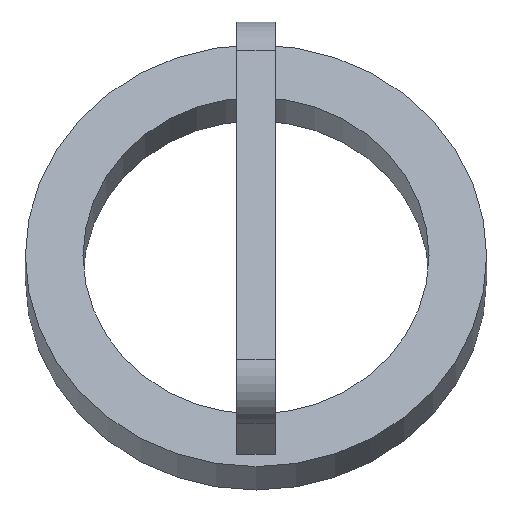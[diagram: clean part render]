
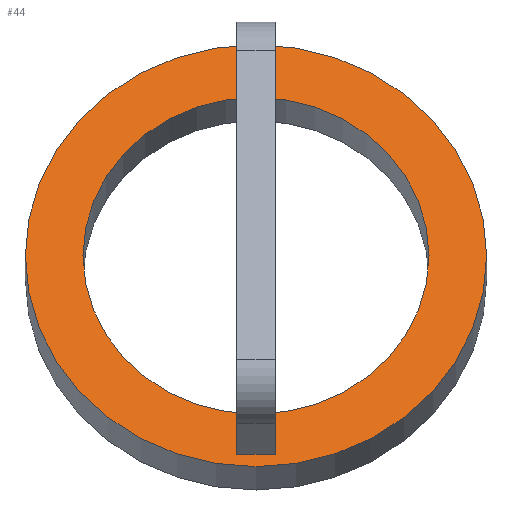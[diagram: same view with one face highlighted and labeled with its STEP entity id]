
A CAD part, top view. The second image highlights one B-rep face of the part: STEP entity #44.
In plain terms, the highlighted planar face has unit normal (0, 0.404, 0.915).
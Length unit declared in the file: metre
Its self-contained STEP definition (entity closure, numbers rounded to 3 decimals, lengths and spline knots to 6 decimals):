
#44 = ADVANCED_FACE( '', ( #97, #98, #99, #100 ), #101, .T. );
#97 = FACE_BOUND( '', #158, .T. );
#98 = FACE_BOUND( '', #159, .T. );
#99 = FACE_OUTER_BOUND( '', #160, .T. );
#100 = FACE_BOUND( '', #161, .T. );
#101 = PLANE( '', #162 );
#158 = EDGE_LOOP( '', ( #217, #218, #219, #220 ) );
#159 = EDGE_LOOP( '', ( #221 ) );
#160 = EDGE_LOOP( '', ( #222 ) );
#161 = EDGE_LOOP( '', ( #223, #224, #225, #226 ) );
#162 = AXIS2_PLACEMENT_3D( '', #227, #228, #229 );
#217 = ORIENTED_EDGE( '', *, *, #354, .F. );
#218 = ORIENTED_EDGE( '', *, *, #355, .F. );
#219 = ORIENTED_EDGE( '', *, *, #356, .F. );
#220 = ORIENTED_EDGE( '', *, *, #357, .F. );
#221 = ORIENTED_EDGE( '', *, *, #358, .F. );
#222 = ORIENTED_EDGE( '', *, *, #352, .T. );
#223 = ORIENTED_EDGE( '', *, *, #359, .T. );
#224 = ORIENTED_EDGE( '', *, *, #360, .T. );
#225 = ORIENTED_EDGE( '', *, *, #361, .T. );
#226 = ORIENTED_EDGE( '', *, *, #362, .T. );
#227 = CARTESIAN_POINT( '', ( 0.413164, 2.942849, 0.238384 ) );
#228 = DIRECTION( '', ( 0., 0.404, 0.915 ) );
#229 = DIRECTION( '', ( 1., 0., 0. ) );
#352 = EDGE_CURVE( '', #410, #410, #411, .T. );
#354 = EDGE_CURVE( '', #413, #414, #415, .F. );
#355 = EDGE_CURVE( '', #416, #413, #417, .F. );
#356 = EDGE_CURVE( '', #418, #416, #419, .T. );
#357 = EDGE_CURVE( '', #414, #418, #420, .T. );
#358 = EDGE_CURVE( '', #421, #421, #422, .T. );
#359 = EDGE_CURVE( '', #423, #424, #425, .F. );
#360 = EDGE_CURVE( '', #424, #426, #427, .T. );
#361 = EDGE_CURVE( '', #426, #428, #429, .T. );
#362 = EDGE_CURVE( '', #428, #423, #430, .F. );
#410 = VERTEX_POINT( '', #494 );
#411 = CIRCLE( '', #495, 0.0381 );
#413 = VERTEX_POINT( '', #497 );
#414 = VERTEX_POINT( '', #498 );
#415 = LINE( '', #499, #500 );
#416 = VERTEX_POINT( '', #501 );
#417 = LINE( '', #502, #503 );
#418 = VERTEX_POINT( '', #504 );
#419 = LINE( '', #505, #506 );
#420 = LINE( '', #507, #508 );
#421 = VERTEX_POINT( '', #509 );
#422 = CIRCLE( '', #510, 0.028575 );
#423 = VERTEX_POINT( '', #511 );
#424 = VERTEX_POINT( '', #512 );
#425 = LINE( '', #513, #514 );
#426 = VERTEX_POINT( '', #515 );
#427 = LINE( '', #516, #517 );
#428 = VERTEX_POINT( '', #518 );
#429 = LINE( '', #519, #520 );
#430 = LINE( '', #521, #522 );
#494 = CARTESIAN_POINT( '', ( 0.413164, 3.331219, 0.066836 ) );
#495 = AXIS2_PLACEMENT_3D( '', #606, #607, #608 );
#497 = CARTESIAN_POINT( '', ( 0.409989, 3.336157, 0.064655 ) );
#498 = CARTESIAN_POINT( '', ( 0.409989, 3.333252, 0.065938 ) );
#499 = CARTESIAN_POINT( '', ( 0.409989, 3.334705, 0.065297 ) );
#500 = VECTOR( '', #609, 1. );
#501 = CARTESIAN_POINT( '', ( 0.416339, 3.336157, 0.064655 ) );
#502 = CARTESIAN_POINT( '', ( 0.413164, 3.336157, 0.064655 ) );
#503 = VECTOR( '', #610, 1. );
#504 = CARTESIAN_POINT( '', ( 0.416339, 3.333252, 0.065938 ) );
#505 = CARTESIAN_POINT( '', ( 0.416339, 3.334705, 0.065297 ) );
#506 = VECTOR( '', #611, 1. );
#507 = CARTESIAN_POINT( '', ( 0.413164, 3.333252, 0.065938 ) );
#508 = VECTOR( '', #612, 1. );
#509 = CARTESIAN_POINT( '', ( 0.413164, 3.339932, 0.062987 ) );
#510 = AXIS2_PLACEMENT_3D( '', #613, #614, #615 );
#511 = CARTESIAN_POINT( '', ( 0.409989, 3.395985, 0.038228 ) );
#512 = CARTESIAN_POINT( '', ( 0.409989, 3.398889, 0.036945 ) );
#513 = CARTESIAN_POINT( '', ( 0.409989, 3.397437, 0.037587 ) );
#514 = VECTOR( '', #616, 1. );
#515 = CARTESIAN_POINT( '', ( 0.416339, 3.398889, 0.036945 ) );
#516 = CARTESIAN_POINT( '', ( 0.413164, 3.398889, 0.036945 ) );
#517 = VECTOR( '', #617, 1. );
#518 = CARTESIAN_POINT( '', ( 0.416339, 3.395985, 0.038228 ) );
#519 = CARTESIAN_POINT( '', ( 0.416339, 3.397437, 0.037587 ) );
#520 = VECTOR( '', #618, 1. );
#521 = CARTESIAN_POINT( '', ( 0.413164, 3.395985, 0.038228 ) );
#522 = VECTOR( '', #619, 1. );
#606 = CARTESIAN_POINT( '', ( 0.413164, 3.366071, 0.051442 ) );
#607 = DIRECTION( '', ( 0., 0.404, 0.915 ) );
#608 = DIRECTION( '', ( 0., -0.915, 0.404 ) );
#609 = DIRECTION( '', ( 0., 0.915, -0.404 ) );
#610 = DIRECTION( '', ( 1., 0., 0. ) );
#611 = DIRECTION( '', ( 0., 0.915, -0.404 ) );
#612 = DIRECTION( '', ( 1., 0., 0. ) );
#613 = CARTESIAN_POINT( '', ( 0.413164, 3.366071, 0.051442 ) );
#614 = DIRECTION( '', ( 0., 0.404, 0.915 ) );
#615 = DIRECTION( '', ( 0., -0.915, 0.404 ) );
#616 = DIRECTION( '', ( 0., -0.915, 0.404 ) );
#617 = DIRECTION( '', ( 1., 0., 0. ) );
#618 = DIRECTION( '', ( 0., -0.915, 0.404 ) );
#619 = DIRECTION( '', ( 1., 0., 0. ) );
